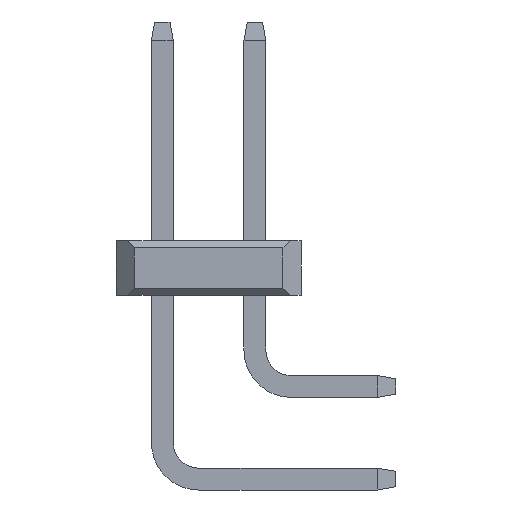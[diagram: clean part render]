
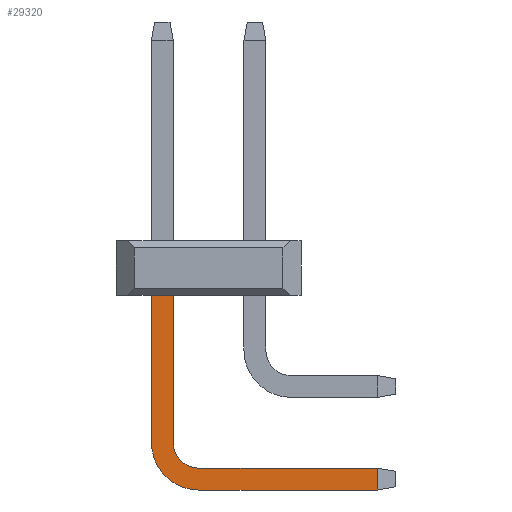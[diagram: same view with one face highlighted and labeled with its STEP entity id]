
A CAD part, left-side view. The second image highlights one B-rep face of the part: STEP entity #29320.
In plain terms, the highlighted planar face has unit normal (-1, 0, 0).
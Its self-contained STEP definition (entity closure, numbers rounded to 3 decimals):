
#11001 = CARTESIAN_POINT ( 'NONE',  ( -48.56, -2.1, -0.3 ) ) ;
#11022 = VECTOR ( 'NONE', #11296, 1000. ) ;
#11169 = CARTESIAN_POINT ( 'NONE',  ( -48.56, -2.1, 0.3 ) ) ;
#11170 = CARTESIAN_POINT ( 'NONE',  ( -48.56, 2.81, 0.3 ) ) ;
#11171 = DIRECTION ( 'NONE',  ( 0., -1., 0. ) ) ;
#11172 = VECTOR ( 'NONE', #11171, 1000. ) ;
#11173 = CARTESIAN_POINT ( 'NONE',  ( -48.56, -2.6, 0.3 ) ) ;
#11174 = LINE ( 'NONE', #11173, #11172 ) ;
#11204 = CARTESIAN_POINT ( 'NONE',  ( -48.56, 2.81, -0.3 ) ) ;
#11205 = DIRECTION ( 'NONE',  ( 0., 1., 0. ) ) ;
#11206 = VECTOR ( 'NONE', #11205, 1000. ) ;
#11207 = CARTESIAN_POINT ( 'NONE',  ( -48.56, -2.6, -0.3 ) ) ;
#11208 = LINE ( 'NONE', #11207, #11206 ) ;
#11235 = CARTESIAN_POINT ( 'NONE',  ( -48.56, 4.11, 1. ) ) ;
#11236 = DIRECTION ( 'NONE',  ( 0., 0., -1. ) ) ;
#11237 = DIRECTION ( 'NONE',  ( 1., 0., 0. ) ) ;
#11238 = CARTESIAN_POINT ( 'NONE',  ( -48.56, 2.81, 1. ) ) ;
#11239 = AXIS2_PLACEMENT_3D ( 'NONE', #11238, #11237, #11236 ) ;
#11244 = CIRCLE ( 'NONE', #11239, 1.3 ) ;
#11245 = CARTESIAN_POINT ( 'NONE',  ( -48.56, 4.11, 1. ) ) ;
#11246 = LINE ( 'NONE', #11245, #11022 ) ;
#11270 = LINE ( 'NONE', #11323, #11322 ) ;
#11296 = DIRECTION ( 'NONE',  ( 0., 0., 1. ) ) ;
#11297 = DIRECTION ( 'NONE',  ( 1., 0., 0. ) ) ;
#11298 = CARTESIAN_POINT ( 'NONE',  ( -48.56, 2.81, 1. ) ) ;
#11299 = AXIS2_PLACEMENT_3D ( 'NONE', #11298, #11297, #11351 ) ;
#11300 = PLANE ( 'NONE',  #11299 ) ;
#11315 = FACE_OUTER_BOUND ( 'NONE', #29321, .T. ) ;
#11321 = DIRECTION ( 'NONE',  ( 0., 0., -1. ) ) ;
#11322 = VECTOR ( 'NONE', #11321, 1000. ) ;
#11323 = CARTESIAN_POINT ( 'NONE',  ( -48.56, 3.51, 1. ) ) ;
#11346 = DIRECTION ( 'NONE',  ( 0., 0., 1. ) ) ;
#11347 = VECTOR ( 'NONE', #11346, 1000. ) ;
#11348 = CARTESIAN_POINT ( 'NONE',  ( -48.56, -2.1, 1. ) ) ;
#11349 = LINE ( 'NONE', #11348, #11347 ) ;
#11351 = DIRECTION ( 'NONE',  ( 0., 0., -1. ) ) ;
#11376 = CARTESIAN_POINT ( 'NONE',  ( -48.56, 3.51, 1. ) ) ;
#11377 = DIRECTION ( 'NONE',  ( 0., 0., -1. ) ) ;
#11378 = DIRECTION ( 'NONE',  ( -1., 0., 0. ) ) ;
#11379 = CARTESIAN_POINT ( 'NONE',  ( -48.56, 2.81, 1. ) ) ;
#11380 = AXIS2_PLACEMENT_3D ( 'NONE', #11379, #11378, #11377 ) ;
#11381 = CIRCLE ( 'NONE', #11380, 0.7 ) ;
#23332 = CARTESIAN_POINT ( 'NONE',  ( -48.56, 4.11, 5.04 ) ) ;
#23357 = DIRECTION ( 'NONE',  ( 0., -1., 0. ) ) ;
#23358 = VECTOR ( 'NONE', #23357, 1000. ) ;
#23359 = CARTESIAN_POINT ( 'NONE',  ( -48.56, 5.08, 5.04 ) ) ;
#23360 = LINE ( 'NONE', #23359, #23358 ) ;
#23475 = CARTESIAN_POINT ( 'NONE',  ( -48.56, 3.51, 5.04 ) ) ;
#26304 = ORIENTED_EDGE ( 'NONE', *, *, #29260, .F. ) ;
#26365 = EDGE_CURVE ( 'NONE', #26380, #26449, #23360, .T. ) ;
#26380 = VERTEX_POINT ( 'NONE', #23332 ) ;
#26449 = VERTEX_POINT ( 'NONE', #23475 ) ;
#29220 = VERTEX_POINT ( 'NONE', #11001 ) ;
#29260 = EDGE_CURVE ( 'NONE', #29261, #29262, #11174, .T. ) ;
#29261 = VERTEX_POINT ( 'NONE', #11170 ) ;
#29262 = VERTEX_POINT ( 'NONE', #11169 ) ;
#29271 = EDGE_CURVE ( 'NONE', #29220, #29272, #11208, .T. ) ;
#29272 = VERTEX_POINT ( 'NONE', #11204 ) ;
#29278 = EDGE_CURVE ( 'NONE', #29272, #29279, #11244, .T. ) ;
#29279 = VERTEX_POINT ( 'NONE', #11235 ) ;
#29302 = ORIENTED_EDGE ( 'NONE', *, *, #29328, .F. ) ;
#29303 = ORIENTED_EDGE ( 'NONE', *, *, #29316, .F. ) ;
#29304 = ORIENTED_EDGE ( 'NONE', *, *, #26365, .F. ) ;
#29305 = ORIENTED_EDGE ( 'NONE', *, *, #29306, .F. ) ;
#29306 = EDGE_CURVE ( 'NONE', #29279, #26380, #11246, .T. ) ;
#29307 = ORIENTED_EDGE ( 'NONE', *, *, #29278, .F. ) ;
#29316 = EDGE_CURVE ( 'NONE', #26449, #29329, #11270, .T. ) ;
#29320 = ADVANCED_FACE ( 'NONE', ( #11315 ), #11300, .F. ) ;
#29321 = EDGE_LOOP ( 'NONE', ( #29322, #29323, #26304, #29302, #29303, #29304, #29305, #29307 ) ) ;
#29322 = ORIENTED_EDGE ( 'NONE', *, *, #29271, .F. ) ;
#29323 = ORIENTED_EDGE ( 'NONE', *, *, #29324, .T. ) ;
#29324 = EDGE_CURVE ( 'NONE', #29220, #29262, #11349, .T. ) ;
#29328 = EDGE_CURVE ( 'NONE', #29329, #29261, #11381, .T. ) ;
#29329 = VERTEX_POINT ( 'NONE', #11376 ) ;
